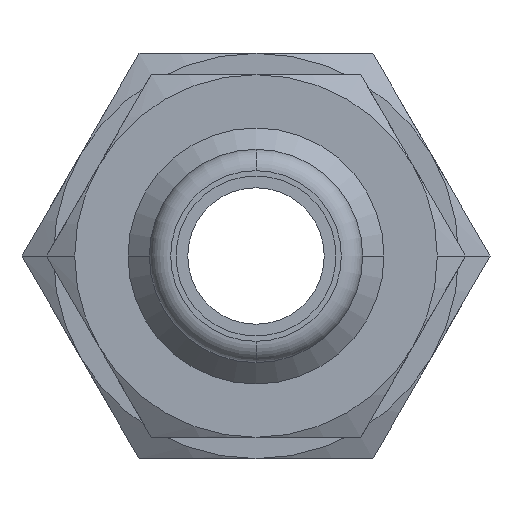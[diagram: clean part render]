
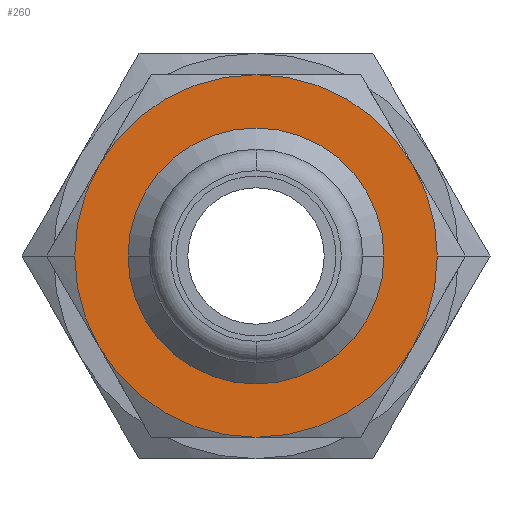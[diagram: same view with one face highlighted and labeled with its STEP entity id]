
A CAD part, front view. The second image highlights one B-rep face of the part: STEP entity #260.
In plain terms, the highlighted planar face has unit normal (0, -1, 0).
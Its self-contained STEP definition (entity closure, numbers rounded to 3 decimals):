
#260=ADVANCED_FACE('',(#530,#531),#532,.T.);
#530=FACE_OUTER_BOUND('',#29838,.T.);
#531=FACE_BOUND('',#29839,.T.);
#532=PLANE('',#29840);
#29838=EDGE_LOOP('',(#30474,#30475,#30476,#30477,#30478,#30479,#30480,#30481));
#29839=EDGE_LOOP('',(#30482,#30483));
#29840=AXIS2_PLACEMENT_3D('',#30484,#30485,#30486);
#30474=ORIENTED_EDGE('',*,*,#30679,.F.);
#30475=ORIENTED_EDGE('',*,*,#30736,.F.);
#30476=ORIENTED_EDGE('',*,*,#30772,.F.);
#30477=ORIENTED_EDGE('',*,*,#30686,.F.);
#30478=ORIENTED_EDGE('',*,*,#30757,.F.);
#30479=ORIENTED_EDGE('',*,*,#30677,.F.);
#30480=ORIENTED_EDGE('',*,*,#30775,.F.);
#30481=ORIENTED_EDGE('',*,*,#30641,.F.);
#30482=ORIENTED_EDGE('',*,*,#30800,.F.);
#30483=ORIENTED_EDGE('',*,*,#30694,.F.);
#30484=CARTESIAN_POINT('',(4.25,20.0,0.0));
#30485=DIRECTION('',(-0.0,-1.0,-0.0));
#30486=DIRECTION('',(-1.0,0.0,0.0));
#30641=EDGE_CURVE('',#30951,#30953,#30954,.T.);
#30677=EDGE_CURVE('',#31011,#31008,#31013,.T.);
#30679=EDGE_CURVE('',#30861,#30951,#31015,.T.);
#30686=EDGE_CURVE('',#31025,#31027,#31028,.T.);
#30694=EDGE_CURVE('',#31035,#31037,#31038,.T.);
#30736=EDGE_CURVE('',#31092,#30861,#31094,.T.);
#30757=EDGE_CURVE('',#31008,#31025,#31122,.T.);
#30772=EDGE_CURVE('',#31027,#31092,#31141,.T.);
#30775=EDGE_CURVE('',#30953,#31011,#31144,.T.);
#30800=EDGE_CURVE('',#31037,#31035,#31173,.T.);
#30861=VERTEX_POINT('',#31258);
#30951=VERTEX_POINT('',#31559);
#30953=VERTEX_POINT('',#31562);
#30954=CIRCLE('',#31563,8.5);
#31008=VERTEX_POINT('',#31648);
#31011=VERTEX_POINT('',#31662);
#31013=CIRCLE('',#31675,8.5);
#31015=CIRCLE('',#31677,8.5);
#31025=VERTEX_POINT('',#31699);
#31027=VERTEX_POINT('',#31702);
#31028=CIRCLE('',#31703,8.5);
#31035=VERTEX_POINT('',#31723);
#31037=VERTEX_POINT('',#31726);
#31038=CIRCLE('',#31727,6.0);
#31092=VERTEX_POINT('',#31825);
#31094=CIRCLE('',#31838,8.5);
#31122=CIRCLE('',#31967,8.5);
#31141=CIRCLE('',#32054,8.5);
#31144=CIRCLE('',#32068,8.5);
#31173=CIRCLE('',#34290,6.0);
#31258=CARTESIAN_POINT('',(7.361,20.0,4.25));
#31559=CARTESIAN_POINT('',(8.5,20.0,0.));
#31562=CARTESIAN_POINT('',(7.361,20.0,-4.25));
#31563=AXIS2_PLACEMENT_3D('',#34476,#34477,#34478);
#31648=CARTESIAN_POINT('',(-7.361,20.0,-4.25));
#31662=CARTESIAN_POINT('',(0.0,20.0,-8.5));
#31675=AXIS2_PLACEMENT_3D('',#34530,#34531,#34532);
#31677=AXIS2_PLACEMENT_3D('',#34533,#34534,#34535);
#31699=CARTESIAN_POINT('',(-8.5,20.0,0.));
#31702=CARTESIAN_POINT('',(-7.361,20.0,4.25));
#31703=AXIS2_PLACEMENT_3D('',#34541,#34542,#34543);
#31723=CARTESIAN_POINT('',(6.0,20.0,0.));
#31726=CARTESIAN_POINT('',(-6.0,20.0,0.));
#31727=AXIS2_PLACEMENT_3D('',#34550,#34551,#34552);
#31825=CARTESIAN_POINT('',(0.,20.0,8.5));
#31838=AXIS2_PLACEMENT_3D('',#34609,#34610,#34611);
#31967=AXIS2_PLACEMENT_3D('',#34623,#34624,#34625);
#32054=AXIS2_PLACEMENT_3D('',#34634,#34635,#34636);
#32068=AXIS2_PLACEMENT_3D('',#34637,#34638,#34639);
#34290=AXIS2_PLACEMENT_3D('',#34665,#34666,#34667);
#34476=CARTESIAN_POINT('',(0.0,20.0,0.0));
#34477=DIRECTION('',(-0.0,1.0,0.0));
#34478=DIRECTION('',(1.0,0.0,0.0));
#34530=CARTESIAN_POINT('',(0.0,20.0,0.0));
#34531=DIRECTION('',(-0.0,1.0,0.0));
#34532=DIRECTION('',(1.0,0.0,0.0));
#34533=CARTESIAN_POINT('',(0.0,20.0,0.0));
#34534=DIRECTION('',(-0.0,1.0,0.0));
#34535=DIRECTION('',(1.0,0.0,0.0));
#34541=CARTESIAN_POINT('',(0.0,20.0,0.0));
#34542=DIRECTION('',(-0.0,1.0,0.0));
#34543=DIRECTION('',(1.0,0.0,0.0));
#34550=CARTESIAN_POINT('',(0.0,20.0,0.0));
#34551=DIRECTION('',(0.0,-1.0,0.0));
#34552=DIRECTION('',(1.0,0.0,0.0));
#34609=CARTESIAN_POINT('',(0.0,20.0,0.0));
#34610=DIRECTION('',(-0.0,1.0,0.0));
#34611=DIRECTION('',(1.0,0.0,0.0));
#34623=CARTESIAN_POINT('',(0.0,20.0,0.0));
#34624=DIRECTION('',(-0.0,1.0,0.0));
#34625=DIRECTION('',(1.0,0.0,0.0));
#34634=CARTESIAN_POINT('',(0.0,20.0,0.0));
#34635=DIRECTION('',(-0.0,1.0,0.0));
#34636=DIRECTION('',(1.0,0.0,0.0));
#34637=CARTESIAN_POINT('',(0.0,20.0,0.0));
#34638=DIRECTION('',(-0.0,1.0,0.0));
#34639=DIRECTION('',(1.0,0.0,0.0));
#34665=CARTESIAN_POINT('',(0.0,20.0,0.0));
#34666=DIRECTION('',(0.0,-1.0,0.0));
#34667=DIRECTION('',(1.0,0.0,0.0));
